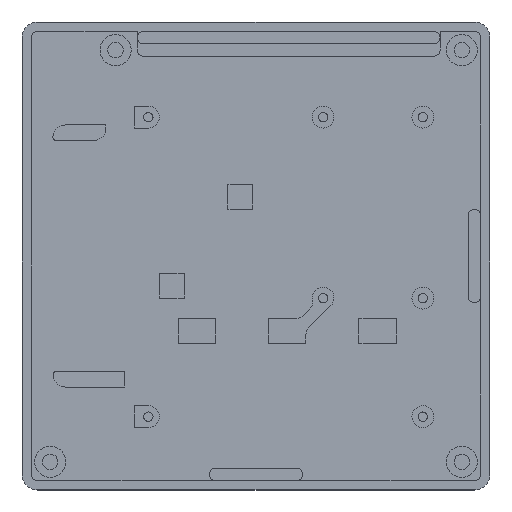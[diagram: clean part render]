
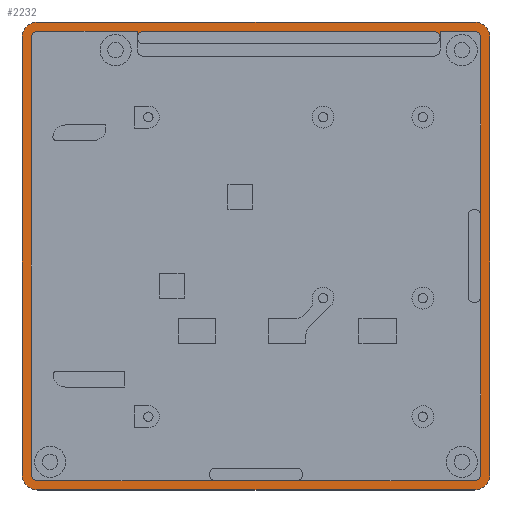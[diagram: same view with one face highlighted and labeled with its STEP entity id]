
A CAD part, top view. The second image highlights one B-rep face of the part: STEP entity #2232.
In plain terms, the highlighted planar face has unit normal (0, 0, 1).
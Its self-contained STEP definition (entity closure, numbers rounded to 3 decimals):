
#40=FACE_BOUND('',#348,.T.);
#82=PLANE('',#2459);
#193=FACE_OUTER_BOUND('',#347,.T.);
#347=EDGE_LOOP('',(#1774,#1775,#1776,#1777,#1778,#1779,#1780,#1781));
#348=EDGE_LOOP('',(#1782,#1783,#1784,#1785,#1786,#1787,#1788,#1789,#1790,
#1791,#1792,#1793,#1794,#1795));
#514=LINE('',#3565,#724);
#518=LINE('',#3575,#728);
#525=LINE('',#3589,#735);
#530=LINE('',#3600,#740);
#535=LINE('',#3615,#745);
#543=LINE('',#3637,#753);
#552=LINE('',#3663,#762);
#553=LINE('',#3671,#763);
#554=LINE('',#3675,#764);
#555=LINE('',#3679,#765);
#556=LINE('',#3682,#766);
#557=LINE('',#3683,#767);
#724=VECTOR('',#2843,10.);
#728=VECTOR('',#2853,10.);
#735=VECTOR('',#2866,10.);
#740=VECTOR('',#2877,10.);
#745=VECTOR('',#2896,10.);
#753=VECTOR('',#2918,10.);
#762=VECTOR('',#2947,10.);
#763=VECTOR('',#2956,10.);
#764=VECTOR('',#2959,10.);
#765=VECTOR('',#2962,10.);
#766=VECTOR('',#2965,10.);
#767=VECTOR('',#2966,10.);
#893=CIRCLE('',#2393,2.);
#922=CIRCLE('',#2425,2.);
#923=CIRCLE('',#2428,2.);
#924=CIRCLE('',#2431,2.);
#928=CIRCLE('',#2445,2.);
#933=CIRCLE('',#2455,2.);
#935=CIRCLE('',#2460,5.);
#936=CIRCLE('',#2461,5.);
#937=CIRCLE('',#2462,5.);
#938=CIRCLE('',#2463,5.);
#1010=VERTEX_POINT('',#3416);
#1011=VERTEX_POINT('',#3418);
#1081=VERTEX_POINT('',#3564);
#1082=VERTEX_POINT('',#3568);
#1083=VERTEX_POINT('',#3570);
#1084=VERTEX_POINT('',#3574);
#1085=VERTEX_POINT('',#3578);
#1086=VERTEX_POINT('',#3580);
#1089=VERTEX_POINT('',#3591);
#1094=VERTEX_POINT('',#3614);
#1099=VERTEX_POINT('',#3629);
#1100=VERTEX_POINT('',#3631);
#1101=VERTEX_POINT('',#3636);
#1108=VERTEX_POINT('',#3659);
#1109=VERTEX_POINT('',#3667);
#1110=VERTEX_POINT('',#3668);
#1111=VERTEX_POINT('',#3670);
#1112=VERTEX_POINT('',#3672);
#1113=VERTEX_POINT('',#3674);
#1114=VERTEX_POINT('',#3676);
#1115=VERTEX_POINT('',#3678);
#1116=VERTEX_POINT('',#3680);
#1238=EDGE_CURVE('',#1010,#1011,#893,.F.);
#1312=EDGE_CURVE('',#1011,#1081,#514,.T.);
#1315=EDGE_CURVE('',#1082,#1083,#922,.F.);
#1317=EDGE_CURVE('',#1083,#1084,#518,.T.);
#1320=EDGE_CURVE('',#1085,#1086,#923,.F.);
#1325=EDGE_CURVE('',#1086,#1082,#525,.T.);
#1326=EDGE_CURVE('',#1081,#1089,#924,.F.);
#1331=EDGE_CURVE('',#1089,#1085,#530,.T.);
#1337=EDGE_CURVE('',#1084,#1094,#535,.T.);
#1345=EDGE_CURVE('',#1100,#1099,#928,.F.);
#1348=EDGE_CURVE('',#1100,#1101,#543,.T.);
#1360=EDGE_CURVE('',#1094,#1108,#933,.T.);
#1362=EDGE_CURVE('',#1099,#1108,#552,.T.);
#1364=EDGE_CURVE('',#1109,#1110,#935,.T.);
#1365=EDGE_CURVE('',#1111,#1109,#553,.T.);
#1366=EDGE_CURVE('',#1112,#1111,#936,.T.);
#1367=EDGE_CURVE('',#1113,#1112,#554,.T.);
#1368=EDGE_CURVE('',#1114,#1113,#937,.T.);
#1369=EDGE_CURVE('',#1115,#1114,#555,.T.);
#1370=EDGE_CURVE('',#1116,#1115,#938,.T.);
#1371=EDGE_CURVE('',#1110,#1116,#556,.T.);
#1372=EDGE_CURVE('',#1101,#1010,#557,.T.);
#1774=ORIENTED_EDGE('',*,*,#1364,.F.);
#1775=ORIENTED_EDGE('',*,*,#1365,.F.);
#1776=ORIENTED_EDGE('',*,*,#1366,.F.);
#1777=ORIENTED_EDGE('',*,*,#1367,.F.);
#1778=ORIENTED_EDGE('',*,*,#1368,.F.);
#1779=ORIENTED_EDGE('',*,*,#1369,.F.);
#1780=ORIENTED_EDGE('',*,*,#1370,.F.);
#1781=ORIENTED_EDGE('',*,*,#1371,.F.);
#1782=ORIENTED_EDGE('',*,*,#1362,.T.);
#1783=ORIENTED_EDGE('',*,*,#1360,.F.);
#1784=ORIENTED_EDGE('',*,*,#1337,.F.);
#1785=ORIENTED_EDGE('',*,*,#1317,.F.);
#1786=ORIENTED_EDGE('',*,*,#1315,.F.);
#1787=ORIENTED_EDGE('',*,*,#1325,.F.);
#1788=ORIENTED_EDGE('',*,*,#1320,.F.);
#1789=ORIENTED_EDGE('',*,*,#1331,.F.);
#1790=ORIENTED_EDGE('',*,*,#1326,.F.);
#1791=ORIENTED_EDGE('',*,*,#1312,.F.);
#1792=ORIENTED_EDGE('',*,*,#1238,.F.);
#1793=ORIENTED_EDGE('',*,*,#1372,.F.);
#1794=ORIENTED_EDGE('',*,*,#1348,.F.);
#1795=ORIENTED_EDGE('',*,*,#1345,.T.);
#2232=ADVANCED_FACE('',(#193,#40),#82,.T.);
#2393=AXIS2_PLACEMENT_3D('',#3419,#2736,#2737);
#2425=AXIS2_PLACEMENT_3D('',#3571,#2848,#2849);
#2428=AXIS2_PLACEMENT_3D('',#3581,#2858,#2859);
#2431=AXIS2_PLACEMENT_3D('',#3592,#2869,#2870);
#2445=AXIS2_PLACEMENT_3D('',#3632,#2912,#2913);
#2455=AXIS2_PLACEMENT_3D('',#3660,#2942,#2943);
#2459=AXIS2_PLACEMENT_3D('',#3666,#2952,#2953);
#2460=AXIS2_PLACEMENT_3D('',#3669,#2954,#2955);
#2461=AXIS2_PLACEMENT_3D('',#3673,#2957,#2958);
#2462=AXIS2_PLACEMENT_3D('',#3677,#2960,#2961);
#2463=AXIS2_PLACEMENT_3D('',#3681,#2963,#2964);
#2736=DIRECTION('center_axis',(0.,0.,-1.));
#2737=DIRECTION('ref_axis',(-0.707,0.707,0.));
#2843=DIRECTION('',(0.,-1.,0.));
#2848=DIRECTION('center_axis',(0.,0.,-1.));
#2849=DIRECTION('ref_axis',(0.707,0.707,0.));
#2853=DIRECTION('',(-1.,0.,0.));
#2858=DIRECTION('center_axis',(0.,0.,-1.));
#2859=DIRECTION('ref_axis',(0.707,-0.707,0.));
#2866=DIRECTION('',(0.,1.,0.));
#2869=DIRECTION('center_axis',(0.,0.,-1.));
#2870=DIRECTION('ref_axis',(-0.707,-0.707,0.));
#2877=DIRECTION('',(1.,0.,0.));
#2896=DIRECTION('',(0.,-1.,0.));
#2912=DIRECTION('center_axis',(0.,0.,1.));
#2913=DIRECTION('ref_axis',(-0.707,0.707,0.));
#2918=DIRECTION('',(0.,1.,0.));
#2942=DIRECTION('center_axis',(0.,0.,1.));
#2943=DIRECTION('ref_axis',(0.707,0.707,0.));
#2947=DIRECTION('',(1.,0.,0.));
#2952=DIRECTION('center_axis',(0.,0.,1.));
#2953=DIRECTION('ref_axis',(-1.,0.,0.));
#2954=DIRECTION('center_axis',(0.,0.,-1.));
#2955=DIRECTION('ref_axis',(-0.707,0.707,0.));
#2956=DIRECTION('',(0.,1.,0.));
#2957=DIRECTION('center_axis',(0.,0.,-1.));
#2958=DIRECTION('ref_axis',(-0.707,-0.707,0.));
#2959=DIRECTION('',(-1.,0.,0.));
#2960=DIRECTION('center_axis',(0.,0.,-1.));
#2961=DIRECTION('ref_axis',(0.707,-0.707,0.));
#2962=DIRECTION('',(0.,-1.,0.));
#2963=DIRECTION('center_axis',(0.,0.,-1.));
#2964=DIRECTION('ref_axis',(0.707,0.707,0.));
#2965=DIRECTION('',(1.,0.,0.));
#2966=DIRECTION('',(-1.,0.,0.));
#3416=CARTESIAN_POINT('',(5.,147.,3.5));
#3418=CARTESIAN_POINT('',(3.,145.,3.5));
#3419=CARTESIAN_POINT('Origin',(5.,145.,3.5));
#3564=CARTESIAN_POINT('',(3.,5.,3.5));
#3565=CARTESIAN_POINT('',(3.,147.,3.5));
#3568=CARTESIAN_POINT('',(147.,145.,3.5));
#3570=CARTESIAN_POINT('',(145.,147.,3.5));
#3571=CARTESIAN_POINT('Origin',(145.,145.,3.5));
#3574=CARTESIAN_POINT('',(134.,147.,3.5));
#3575=CARTESIAN_POINT('',(147.,147.,3.5));
#3578=CARTESIAN_POINT('',(145.,3.,3.5));
#3580=CARTESIAN_POINT('',(147.,5.,3.5));
#3581=CARTESIAN_POINT('Origin',(145.,5.,3.5));
#3589=CARTESIAN_POINT('',(147.,3.,3.5));
#3591=CARTESIAN_POINT('',(5.,3.,3.5));
#3592=CARTESIAN_POINT('Origin',(5.,5.,3.5));
#3600=CARTESIAN_POINT('',(3.,3.,3.5));
#3614=CARTESIAN_POINT('',(134.,145.,3.5));
#3615=CARTESIAN_POINT('',(134.,111.,3.5));
#3629=CARTESIAN_POINT('',(39.,147.,3.5));
#3631=CARTESIAN_POINT('',(37.,145.,3.5));
#3632=CARTESIAN_POINT('Origin',(39.,145.,3.5));
#3636=CARTESIAN_POINT('',(37.,147.,3.5));
#3637=CARTESIAN_POINT('',(37.,107.,3.5));
#3659=CARTESIAN_POINT('',(132.,147.,3.5));
#3660=CARTESIAN_POINT('Origin',(132.,145.,3.5));
#3663=CARTESIAN_POINT('',(56.,147.,3.5));
#3666=CARTESIAN_POINT('Origin',(75.,75.,3.5));
#3667=CARTESIAN_POINT('',(0.,145.,3.5));
#3668=CARTESIAN_POINT('',(5.,150.,3.5));
#3669=CARTESIAN_POINT('Origin',(5.,145.,3.5));
#3670=CARTESIAN_POINT('',(0.,5.,3.5));
#3671=CARTESIAN_POINT('',(0.,112.5,3.5));
#3672=CARTESIAN_POINT('',(5.,0.,3.5));
#3673=CARTESIAN_POINT('Origin',(5.,5.,3.5));
#3674=CARTESIAN_POINT('',(145.,0.,3.5));
#3675=CARTESIAN_POINT('',(37.5,0.,3.5));
#3676=CARTESIAN_POINT('',(150.,5.,3.5));
#3677=CARTESIAN_POINT('Origin',(145.,5.,3.5));
#3678=CARTESIAN_POINT('',(150.,145.,3.5));
#3679=CARTESIAN_POINT('',(150.,37.5,3.5));
#3680=CARTESIAN_POINT('',(145.,150.,3.5));
#3681=CARTESIAN_POINT('Origin',(145.,145.,3.5));
#3682=CARTESIAN_POINT('',(112.5,150.,3.5));
#3683=CARTESIAN_POINT('',(37.,147.,3.5));
